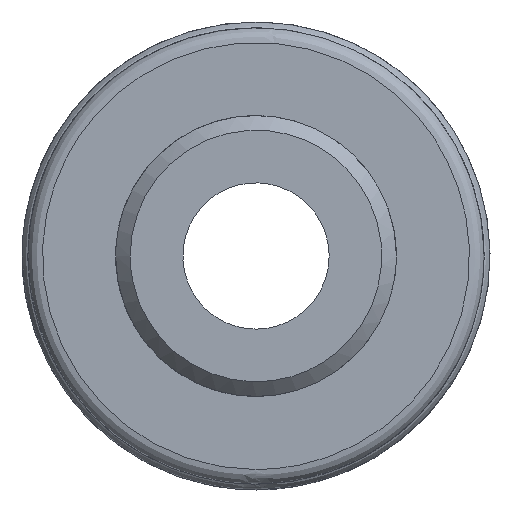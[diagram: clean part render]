
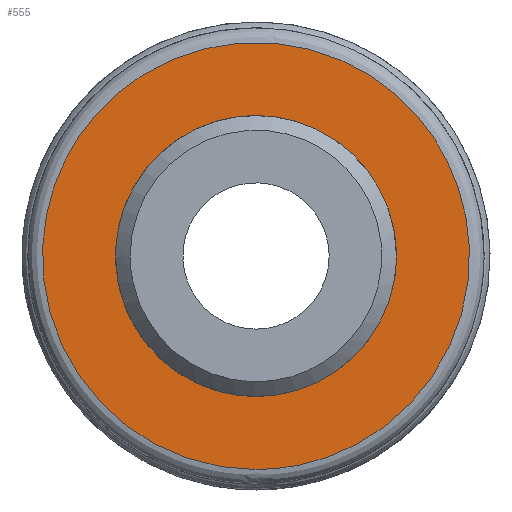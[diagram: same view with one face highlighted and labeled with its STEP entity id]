
A CAD part, front view. The second image highlights one B-rep face of the part: STEP entity #555.
In plain terms, the highlighted free-form (B-spline) face has degree [1, 1] with [2, 2] control points.
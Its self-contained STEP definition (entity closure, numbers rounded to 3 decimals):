
#509 = VERTEX_POINT('',#510);
#510 = CARTESIAN_POINT('',(0.,3.625,
    -3.781));
#516 = EDGE_CURVE('',#509,#509,#517,.T.);
#517 = ( BOUNDED_CURVE() B_SPLINE_CURVE(2,(#518,#519,#520,#521,#522,#523
,#524),.UNSPECIFIED.,.T.,.F.) B_SPLINE_CURVE_WITH_KNOTS((3,2,2,3),(
    1.571,3.665,5.76,7.854),
.PIECEWISE_BEZIER_KNOTS.) CURVE() GEOMETRIC_REPRESENTATION_ITEM() 
RATIONAL_B_SPLINE_CURVE((1.,0.5,1.,0.5,1.,0.5,1.)) REPRESENTATION_ITEM(
  '') );
#518 = CARTESIAN_POINT('',(0.,3.625,
    -3.781));
#519 = CARTESIAN_POINT('',(-6.548,3.625,
    -3.781));
#520 = CARTESIAN_POINT('',(-3.274,3.625,1.89
    ));
#521 = CARTESIAN_POINT('',(0.,3.625,
    7.561));
#522 = CARTESIAN_POINT('',(3.274,3.625,1.89)
  );
#523 = CARTESIAN_POINT('',(6.548,3.625,-3.781
    ));
#524 = CARTESIAN_POINT('',(0.,3.625,
    -3.781));
#555 = ADVANCED_FACE('',(#556,#559),#573,.T.);
#556 = FACE_BOUND('',#557,.T.);
#557 = EDGE_LOOP('',(#558));
#558 = ORIENTED_EDGE('',*,*,#516,.F.);
#559 = FACE_BOUND('',#560,.T.);
#560 = EDGE_LOOP('',(#561));
#561 = ORIENTED_EDGE('',*,*,#562,.T.);
#562 = EDGE_CURVE('',#563,#563,#565,.T.);
#563 = VERTEX_POINT('',#564);
#564 = CARTESIAN_POINT('',(2.486,3.625,
    0.));
#565 = ( BOUNDED_CURVE() B_SPLINE_CURVE(2,(#566,#567,#568,#569,#570,#571
,#572),.UNSPECIFIED.,.T.,.F.) B_SPLINE_CURVE_WITH_KNOTS((1,2,2,2,2,1),(
    -2.094,0.,2.094,4.189,6.283,
8.378),.UNSPECIFIED.) CURVE() GEOMETRIC_REPRESENTATION_ITEM() 
RATIONAL_B_SPLINE_CURVE((1.,0.5,1.,0.5,1.,0.5,1.)) REPRESENTATION_ITEM(
  '') );
#566 = CARTESIAN_POINT('',(2.486,3.625,0.));
#567 = CARTESIAN_POINT('',(2.486,3.625,-4.306
    ));
#568 = CARTESIAN_POINT('',(-1.243,3.625,
    -2.153));
#569 = CARTESIAN_POINT('',(-4.972,3.625,
    0.));
#570 = CARTESIAN_POINT('',(-1.243,3.625,2.153
    ));
#571 = CARTESIAN_POINT('',(2.486,3.625,4.306)
  );
#572 = CARTESIAN_POINT('',(2.486,3.625,0.));
#573 = B_SPLINE_SURFACE_WITH_KNOTS('',1,1,(
    (#574,#575)
    ,(#576,#577
    )),.UNSPECIFIED.,.F.,.F.,.F.,(2,2),(2,2),(-3.65,3.65),(0.25,7.55),
  .PIECEWISE_BEZIER_KNOTS.);
#574 = CARTESIAN_POINT('',(-3.781,3.625,3.781
    ));
#575 = CARTESIAN_POINT('',(3.781,3.625,3.781)
  );
#576 = CARTESIAN_POINT('',(-3.781,3.625,
    -3.781));
#577 = CARTESIAN_POINT('',(3.781,3.625,-3.781
    ));
